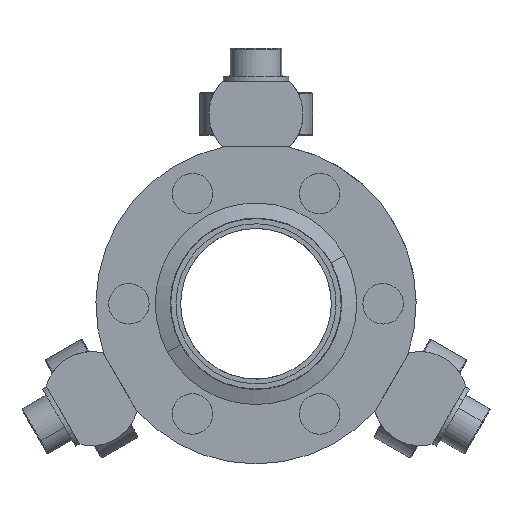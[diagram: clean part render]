
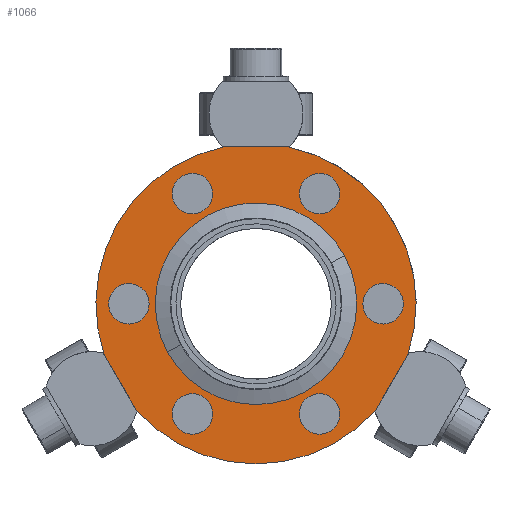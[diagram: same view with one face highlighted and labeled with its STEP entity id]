
A CAD part, front view. The second image highlights one B-rep face of the part: STEP entity #1066.
In plain terms, the highlighted face is planar.
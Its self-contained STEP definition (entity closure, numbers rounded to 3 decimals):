
#103=AXIS2_PLACEMENT_3D('Circle Axis2P3D',#101,#102,$) ;
#120=AXIS2_PLACEMENT_3D('Circle Axis2P3D',#118,#119,$) ;
#217=AXIS2_PLACEMENT_3D('Circle Axis2P3D',#215,#216,$) ;
#234=AXIS2_PLACEMENT_3D('Circle Axis2P3D',#232,#233,$) ;
#274=AXIS2_PLACEMENT_3D('Circle Axis2P3D',#272,#273,$) ;
#291=AXIS2_PLACEMENT_3D('Circle Axis2P3D',#289,#290,$) ;
#331=AXIS2_PLACEMENT_3D('Circle Axis2P3D',#329,#330,$) ;
#348=AXIS2_PLACEMENT_3D('Circle Axis2P3D',#346,#347,$) ;
#388=AXIS2_PLACEMENT_3D('Circle Axis2P3D',#386,#387,$) ;
#405=AXIS2_PLACEMENT_3D('Circle Axis2P3D',#403,#404,$) ;
#445=AXIS2_PLACEMENT_3D('Circle Axis2P3D',#443,#444,$) ;
#462=AXIS2_PLACEMENT_3D('Circle Axis2P3D',#460,#461,$) ;
#671=AXIS2_PLACEMENT_3D('Circle Axis2P3D',#669,#670,$) ;
#690=AXIS2_PLACEMENT_3D('Circle Axis2P3D',#688,#689,$) ;
#804=AXIS2_PLACEMENT_3D('Circle Axis2P3D',#802,#803,$) ;
#994=AXIS2_PLACEMENT_3D('Plane Axis2P3D',#991,#992,#993) ;
#998=AXIS2_PLACEMENT_3D('Circle Axis2P3D',#996,#997,$) ;
#1014=AXIS2_PLACEMENT_3D('Circle Axis2P3D',#1012,#1013,$) ;
#1019=AXIS2_PLACEMENT_3D('Circle Axis2P3D',#1017,#1018,$) ;
#84=CARTESIAN_POINT('Vertex',(-71.2,-8.637,10.661)) ;
#98=CARTESIAN_POINT('Vertex',(-71.2,-4.863,12.722)) ;
#101=CARTESIAN_POINT('Axis2P3D Location',(-71.2,-6.75,11.691)) ;
#118=CARTESIAN_POINT('Axis2P3D Location',(-71.2,-6.75,11.691)) ;
#198=CARTESIAN_POINT('Vertex',(-71.2,4.914,12.81)) ;
#212=CARTESIAN_POINT('Vertex',(-71.2,8.586,10.573)) ;
#215=CARTESIAN_POINT('Axis2P3D Location',(-71.2,6.75,11.691)) ;
#232=CARTESIAN_POINT('Axis2P3D Location',(-71.2,6.75,11.691)) ;
#255=CARTESIAN_POINT('Vertex',(-71.2,13.551,2.149)) ;
#269=CARTESIAN_POINT('Vertex',(-71.2,13.449,-2.149)) ;
#272=CARTESIAN_POINT('Axis2P3D Location',(-71.2,13.5,0.)) ;
#289=CARTESIAN_POINT('Axis2P3D Location',(-71.2,13.5,0.)) ;
#312=CARTESIAN_POINT('Vertex',(-71.2,8.637,-10.661)) ;
#326=CARTESIAN_POINT('Vertex',(-71.2,4.863,-12.722)) ;
#329=CARTESIAN_POINT('Axis2P3D Location',(-71.2,6.75,-11.691)) ;
#346=CARTESIAN_POINT('Axis2P3D Location',(-71.2,6.75,-11.691)) ;
#369=CARTESIAN_POINT('Vertex',(-71.2,-4.914,-12.81)) ;
#383=CARTESIAN_POINT('Vertex',(-71.2,-8.586,-10.573)) ;
#386=CARTESIAN_POINT('Axis2P3D Location',(-71.2,-6.75,-11.691)) ;
#403=CARTESIAN_POINT('Axis2P3D Location',(-71.2,-6.75,-11.691)) ;
#426=CARTESIAN_POINT('Vertex',(-71.2,-13.551,-2.149)) ;
#440=CARTESIAN_POINT('Vertex',(-71.2,-13.449,2.149)) ;
#443=CARTESIAN_POINT('Axis2P3D Location',(-71.2,-13.5,0.)) ;
#460=CARTESIAN_POINT('Axis2P3D Location',(-71.2,-13.5,0.)) ;
#666=CARTESIAN_POINT('Vertex',(-71.2,9.39,-5.13)) ;
#669=CARTESIAN_POINT('Axis2P3D Location',(-71.2,0.,0.)) ;
#673=CARTESIAN_POINT('Vertex',(-71.2,-9.39,5.13)) ;
#688=CARTESIAN_POINT('Axis2P3D Location',(-71.2,0.,0.)) ;
#802=CARTESIAN_POINT('Axis2P3D Location',(-71.2,0.,0.)) ;
#806=CARTESIAN_POINT('Vertex',(-71.2,-14.919,8.15)) ;
#808=CARTESIAN_POINT('Vertex',(-71.2,-3.432,16.65)) ;
#896=CARTESIAN_POINT('Vertex',(-71.2,3.432,16.65)) ;
#899=CARTESIAN_POINT('Line Origine',(-71.2,0.,16.65)) ;
#991=CARTESIAN_POINT('Axis2P3D Location',(-71.2,-17.,0.)) ;
#996=CARTESIAN_POINT('Axis2P3D Location',(-71.2,0.,0.)) ;
#1000=CARTESIAN_POINT('Vertex',(-71.2,12.703,-11.297)) ;
#1002=CARTESIAN_POINT('Vertex',(-71.2,-12.703,-11.297)) ;
#1005=CARTESIAN_POINT('Line Origine',(-71.2,-14.419,-8.325)) ;
#1009=CARTESIAN_POINT('Vertex',(-71.2,-16.135,-5.353)) ;
#1012=CARTESIAN_POINT('Axis2P3D Location',(-71.2,0.,0.)) ;
#1017=CARTESIAN_POINT('Axis2P3D Location',(-71.2,0.,0.)) ;
#1021=CARTESIAN_POINT('Vertex',(-71.2,16.135,-5.353)) ;
#1024=CARTESIAN_POINT('Line Origine',(-71.2,14.419,-8.325)) ;
#102=DIRECTION('Axis2P3D Direction',(1.,0.,0.)) ;
#119=DIRECTION('Axis2P3D Direction',(1.,0.,0.)) ;
#216=DIRECTION('Axis2P3D Direction',(1.,0.,0.)) ;
#233=DIRECTION('Axis2P3D Direction',(1.,0.,0.)) ;
#273=DIRECTION('Axis2P3D Direction',(1.,0.,-0.)) ;
#290=DIRECTION('Axis2P3D Direction',(1.,0.,-0.)) ;
#330=DIRECTION('Axis2P3D Direction',(1.,0.,-0.)) ;
#347=DIRECTION('Axis2P3D Direction',(1.,0.,-0.)) ;
#387=DIRECTION('Axis2P3D Direction',(1.,0.,-0.)) ;
#404=DIRECTION('Axis2P3D Direction',(1.,0.,-0.)) ;
#444=DIRECTION('Axis2P3D Direction',(1.,0.,0.)) ;
#461=DIRECTION('Axis2P3D Direction',(1.,0.,0.)) ;
#670=DIRECTION('Axis2P3D Direction',(-1.,0.,0.)) ;
#689=DIRECTION('Axis2P3D Direction',(-1.,0.,0.)) ;
#803=DIRECTION('Axis2P3D Direction',(-1.,0.,0.)) ;
#900=DIRECTION('Vector Direction',(0.,1.,0.)) ;
#992=DIRECTION('Axis2P3D Direction',(-1.,0.,0.)) ;
#993=DIRECTION('Axis2P3D XDirection',(0.,-1.,0.)) ;
#997=DIRECTION('Axis2P3D Direction',(-1.,0.,0.)) ;
#1006=DIRECTION('Vector Direction',(0.,-0.5,0.866)) ;
#1013=DIRECTION('Axis2P3D Direction',(-1.,0.,0.)) ;
#1018=DIRECTION('Axis2P3D Direction',(-1.,0.,0.)) ;
#1025=DIRECTION('Vector Direction',(0.,-0.5,-0.866)) ;
#901=VECTOR('Line Direction',#900,1.) ;
#1007=VECTOR('Line Direction',#1006,1.) ;
#1026=VECTOR('Line Direction',#1025,1.) ;
#1030=ORIENTED_EDGE('',*,*,#1004,.T.) ;
#1031=ORIENTED_EDGE('',*,*,#1011,.F.) ;
#1032=ORIENTED_EDGE('',*,*,#1016,.T.) ;
#1033=ORIENTED_EDGE('',*,*,#810,.T.) ;
#1034=ORIENTED_EDGE('',*,*,#903,.F.) ;
#1035=ORIENTED_EDGE('',*,*,#1023,.T.) ;
#1036=ORIENTED_EDGE('',*,*,#1028,.F.) ;
#1039=ORIENTED_EDGE('',*,*,#105,.F.) ;
#1040=ORIENTED_EDGE('',*,*,#122,.F.) ;
#1043=ORIENTED_EDGE('',*,*,#692,.F.) ;
#1044=ORIENTED_EDGE('',*,*,#675,.F.) ;
#1047=ORIENTED_EDGE('',*,*,#236,.F.) ;
#1048=ORIENTED_EDGE('',*,*,#219,.F.) ;
#1051=ORIENTED_EDGE('',*,*,#293,.F.) ;
#1052=ORIENTED_EDGE('',*,*,#276,.F.) ;
#1055=ORIENTED_EDGE('',*,*,#350,.F.) ;
#1056=ORIENTED_EDGE('',*,*,#333,.F.) ;
#1059=ORIENTED_EDGE('',*,*,#407,.F.) ;
#1060=ORIENTED_EDGE('',*,*,#390,.F.) ;
#1063=ORIENTED_EDGE('',*,*,#464,.F.) ;
#1064=ORIENTED_EDGE('',*,*,#447,.F.) ;
#1041=FACE_BOUND('',#1038,.T.) ;
#1045=FACE_BOUND('',#1042,.T.) ;
#1049=FACE_BOUND('',#1046,.T.) ;
#1053=FACE_BOUND('',#1050,.T.) ;
#1057=FACE_BOUND('',#1054,.T.) ;
#1061=FACE_BOUND('',#1058,.T.) ;
#1065=FACE_BOUND('',#1062,.T.) ;
#1066=ADVANCED_FACE('WTUB-DN16CF.1\\Hauptk\X2\00F6\X0\rper',(#1037,#1041,#1045,#1049,#1053,#1057,#1061,#1065),#995,.T.) ;
#104=CIRCLE('generated circle',#103,2.15) ;
#121=CIRCLE('generated circle',#120,2.15) ;
#218=CIRCLE('generated circle',#217,2.15) ;
#235=CIRCLE('generated circle',#234,2.15) ;
#275=CIRCLE('generated circle',#274,2.15) ;
#292=CIRCLE('generated circle',#291,2.15) ;
#332=CIRCLE('generated circle',#331,2.15) ;
#349=CIRCLE('generated circle',#348,2.15) ;
#389=CIRCLE('generated circle',#388,2.15) ;
#406=CIRCLE('generated circle',#405,2.15) ;
#446=CIRCLE('generated circle',#445,2.15) ;
#463=CIRCLE('generated circle',#462,2.15) ;
#672=CIRCLE('generated circle',#671,10.7) ;
#691=CIRCLE('generated circle',#690,10.7) ;
#805=CIRCLE('generated circle',#804,17.) ;
#999=CIRCLE('generated circle',#998,17.) ;
#1015=CIRCLE('generated circle',#1014,17.) ;
#1020=CIRCLE('generated circle',#1019,17.) ;
#105=EDGE_CURVE('',#99,#85,#104,.F.) ;
#122=EDGE_CURVE('',#85,#99,#121,.F.) ;
#219=EDGE_CURVE('',#213,#199,#218,.F.) ;
#236=EDGE_CURVE('',#199,#213,#235,.F.) ;
#276=EDGE_CURVE('',#270,#256,#275,.F.) ;
#293=EDGE_CURVE('',#256,#270,#292,.F.) ;
#333=EDGE_CURVE('',#327,#313,#332,.F.) ;
#350=EDGE_CURVE('',#313,#327,#349,.F.) ;
#390=EDGE_CURVE('',#384,#370,#389,.F.) ;
#407=EDGE_CURVE('',#370,#384,#406,.F.) ;
#447=EDGE_CURVE('',#441,#427,#446,.F.) ;
#464=EDGE_CURVE('',#427,#441,#463,.F.) ;
#675=EDGE_CURVE('',#667,#674,#672,.T.) ;
#692=EDGE_CURVE('',#674,#667,#691,.T.) ;
#810=EDGE_CURVE('',#807,#809,#805,.T.) ;
#903=EDGE_CURVE('',#897,#809,#902,.F.) ;
#1004=EDGE_CURVE('',#1001,#1003,#999,.T.) ;
#1011=EDGE_CURVE('',#1010,#1003,#1008,.F.) ;
#1016=EDGE_CURVE('',#1010,#807,#1015,.T.) ;
#1023=EDGE_CURVE('',#897,#1022,#1020,.T.) ;
#1028=EDGE_CURVE('',#1001,#1022,#1027,.F.) ;
#1029=EDGE_LOOP('',(#1030,#1031,#1032,#1033,#1034,#1035,#1036)) ;
#1038=EDGE_LOOP('',(#1039,#1040)) ;
#1042=EDGE_LOOP('',(#1043,#1044)) ;
#1046=EDGE_LOOP('',(#1047,#1048)) ;
#1050=EDGE_LOOP('',(#1051,#1052)) ;
#1054=EDGE_LOOP('',(#1055,#1056)) ;
#1058=EDGE_LOOP('',(#1059,#1060)) ;
#1062=EDGE_LOOP('',(#1063,#1064)) ;
#1037=FACE_OUTER_BOUND('',#1029,.T.) ;
#902=LINE('Line',#899,#901) ;
#1008=LINE('Line',#1005,#1007) ;
#1027=LINE('Line',#1024,#1026) ;
#995=PLANE('',#994) ;
#85=VERTEX_POINT('',#84) ;
#99=VERTEX_POINT('',#98) ;
#199=VERTEX_POINT('',#198) ;
#213=VERTEX_POINT('',#212) ;
#256=VERTEX_POINT('',#255) ;
#270=VERTEX_POINT('',#269) ;
#313=VERTEX_POINT('',#312) ;
#327=VERTEX_POINT('',#326) ;
#370=VERTEX_POINT('',#369) ;
#384=VERTEX_POINT('',#383) ;
#427=VERTEX_POINT('',#426) ;
#441=VERTEX_POINT('',#440) ;
#667=VERTEX_POINT('',#666) ;
#674=VERTEX_POINT('',#673) ;
#807=VERTEX_POINT('',#806) ;
#809=VERTEX_POINT('',#808) ;
#897=VERTEX_POINT('',#896) ;
#1001=VERTEX_POINT('',#1000) ;
#1003=VERTEX_POINT('',#1002) ;
#1010=VERTEX_POINT('',#1009) ;
#1022=VERTEX_POINT('',#1021) ;
